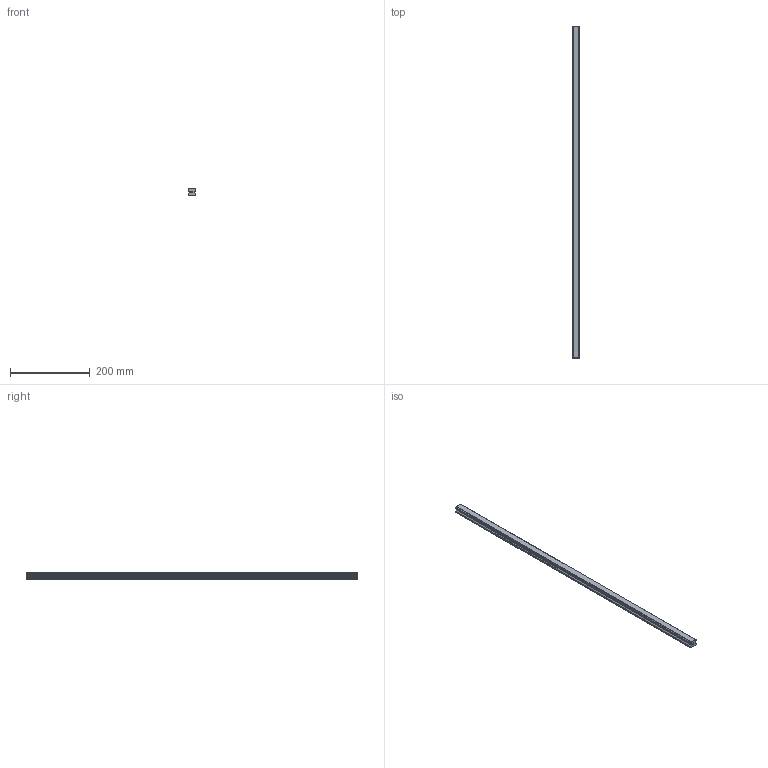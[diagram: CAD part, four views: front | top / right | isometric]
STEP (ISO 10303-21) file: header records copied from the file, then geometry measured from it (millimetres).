
FILE_DESCRIPTION(('STEP AP214'),'1');
FILE_NAME('cctmp_81B591E3-5D19-4DB1-85AB-6B6E502DE17C_2021_01_22_12_21_06_0769..stp','2021-01-22T11:21:06',('HIWIN GmbH'),('CADClick - www.CADClick.com'),'Spatial InterOp 3D',' ','unknown authorization');
FILE_SCHEMA(('AUTOMOTIVE_DESIGN'));
Length unit declared in the file: millimetre
Products named in the file (1): HGR20T830C_FILE
Bounding box: 20 x 830 x 17.5 mm (x, y, z)
Volume: 245104.5 mm3; surface area: 66612.3 mm2
Topology: 1 solids, 1 shells, 163 faces, 443 edges, 272 vertices
Faces by surface type: plane 85, cylinder 50, cone 28
Entity records: 6225 total; most frequent: CARTESIAN_POINT 851, DIRECTION 843, ORIENTED_EDGE 830, EDGE_CURVE 415, LINE 315, VECTOR 315, VERTEX_POINT 272, AXIS2_PLACEMENT_3D 264
